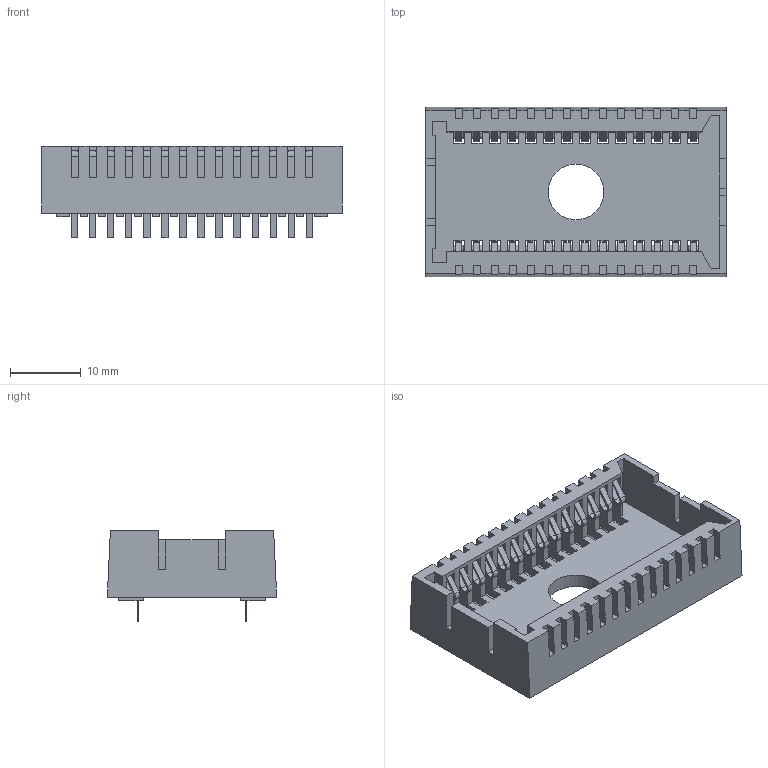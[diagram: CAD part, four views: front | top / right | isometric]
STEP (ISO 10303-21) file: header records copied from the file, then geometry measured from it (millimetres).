
FILE_DESCRIPTION(('FreeCAD Model'),'2;1');
FILE_NAME( 'Molex_78805.step', '2021-05-02T14:00:03',('Author'),(''), 'Open CASCADE STEP processor 7.4','FreeCAD','Unknown');
FILE_SCHEMA(('AUTOMOTIVE_DESIGN { 1 0 10303 214 1 1 1 1 }'));
Length unit declared in the file: millimetre
Products named in the file (1): Molex_78805
Bounding box: 42.29 x 23.88 x 12.85 mm (x, y, z)
Volume: 3237.8 mm3; surface area: 7277.2 mm2
Topology: 1 solids, 1 shells, 1395 faces, 4398 edges, 2840 vertices
Faces by surface type: bspline 1112, revolution 282, plane 1
Entity records: 58940 total; most frequent: CARTESIAN_POINT 12256, ORIENTED_EDGE 8796, DIRECTION 5638, EDGE_CURVE 4398, LINE 4000, VECTOR 4000, VERTEX_POINT 2840, FACE_BOUND 1400
